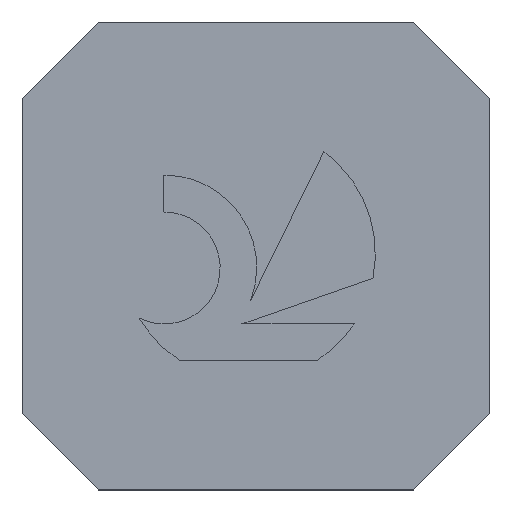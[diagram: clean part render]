
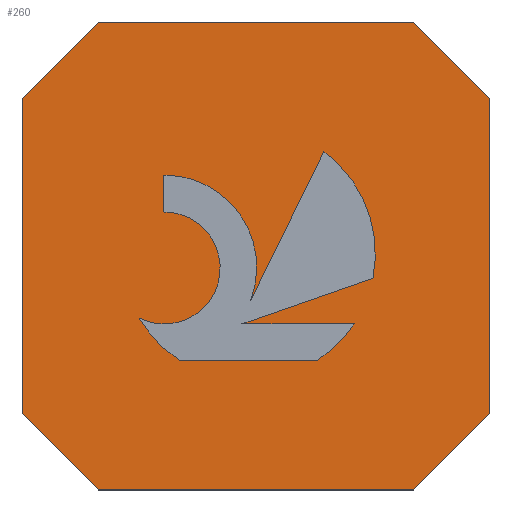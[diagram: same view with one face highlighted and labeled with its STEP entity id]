
A CAD part, top view. The second image highlights one B-rep face of the part: STEP entity #260.
In plain terms, the highlighted planar face has unit normal (0, 0, 1).
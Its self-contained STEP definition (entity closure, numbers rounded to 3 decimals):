
#144=VERTEX_POINT('',#396);
#154=VERTEX_POINT('',#407);
#158=VERTEX_POINT('',#411);
#174=EDGE_CURVE('',#306,#158,#431,.T.);
#186=VERTEX_POINT('',#444);
#208=EDGE_CURVE('',#358,#210,#468,.T.);
#210=VERTEX_POINT('',#470);
#212=EDGE_CURVE('',#346,#358,#472,.T.);
#214=VERTEX_POINT('',#474);
#216=VERTEX_POINT('',#476);
#218=EDGE_CURVE('',#158,#214,#478,.T.);
#220=EDGE_CURVE('',#302,#266,#480,.T.);
#224=EDGE_CURVE('',#186,#258,#485,.T.);
#232=EDGE_CURVE('',#214,#310,#494,.T.);
#238=VERTEX_POINT('',#501);
#256=VERTEX_POINT('',#521);
#258=VERTEX_POINT('',#523);
#260=ADVANCED_FACE('',(#525,#526),#527,.T.);
#266=VERTEX_POINT('',#533);
#270=EDGE_CURVE('',#256,#362,#537,.T.);
#272=EDGE_CURVE('',#362,#302,#539,.T.);
#290=EDGE_CURVE('',#154,#296,#560,.T.);
#292=EDGE_CURVE('',#368,#346,#562,.T.);
#294=EDGE_CURVE('',#266,#306,#564,.T.);
#296=VERTEX_POINT('',#566);
#302=VERTEX_POINT('',#572);
#306=VERTEX_POINT('',#577);
#310=VERTEX_POINT('',#581);
#312=EDGE_CURVE('',#310,#186,#583,.T.);
#314=EDGE_CURVE('',#144,#216,#585,.T.);
#322=EDGE_CURVE('',#258,#238,#593,.T.);
#330=EDGE_CURVE('',#210,#144,#602,.T.);
#338=EDGE_CURVE('',#216,#154,#610,.T.);
#346=VERTEX_POINT('',#619);
#354=EDGE_CURVE('',#238,#256,#627,.T.);
#358=VERTEX_POINT('',#631);
#360=EDGE_CURVE('',#296,#368,#633,.T.);
#362=VERTEX_POINT('',#635);
#368=VERTEX_POINT('',#642);
#396=CARTESIAN_POINT('',(2.581,15.88,0.0));
#407=CARTESIAN_POINT('',(0.,2.581,0.0));
#411=CARTESIAN_POINT('',(7.756,6.423,0.0));
#431=CIRCLE('',#706,3.131);
#444=CARTESIAN_POINT('',(7.463,5.628,0.0));
#468=LINE('',#763,#764);
#470=CARTESIAN_POINT('',(13.299,15.88,0.0));
#472=LINE('',#769,#770);
#474=CARTESIAN_POINT('',(10.248,11.479,0.0));
#476=CARTESIAN_POINT('',(0.,13.299,0.0));
#478=LINE('',#777,#778);
#480=CIRCLE('',#781,1.903);
#485=LINE('',#787,#788);
#494=CIRCLE('',#802,4.311);
#501=CARTESIAN_POINT('',(10.031,4.401,0.0));
#521=CARTESIAN_POINT('',(5.333,4.401,0.0));
#523=CARTESIAN_POINT('',(11.271,5.628,0.0));
#525=FACE_BOUND('',#840,.T.);
#526=FACE_OUTER_BOUND('',#841,.T.);
#527=PLANE('',#842);
#533=CARTESIAN_POINT('',(4.809,9.428,0.0));
#537=CIRCLE('',#857,4.311);
#539=CIRCLE('',#860,1.903);
#560=LINE('',#888,#889);
#562=LINE('',#892,#893);
#564=LINE('',#896,#897);
#566=CARTESIAN_POINT('',(2.581,0.0,0.0));
#572=CARTESIAN_POINT('',(5.673,9.227,0.0));
#577=CARTESIAN_POINT('',(4.809,10.679,0.0));
#581=CARTESIAN_POINT('',(11.91,7.172,0.0));
#583=LINE('',#922,#923);
#585=LINE('',#926,#927);
#593=CIRCLE('',#938,4.311);
#602=LINE('',#949,#950);
#610=LINE('',#961,#962);
#619=CARTESIAN_POINT('',(15.88,2.581,0.0));
#627=LINE('',#984,#985);
#631=CARTESIAN_POINT('',(15.88,13.299,0.0));
#633=LINE('',#994,#995);
#635=CARTESIAN_POINT('',(3.97,5.824,0.0));
#642=CARTESIAN_POINT('',(13.299,0.0,0.0));
#706=AXIS2_PLACEMENT_3D('',#1066,#1067,#1068);
#763=CARTESIAN_POINT('',(15.88,13.299,0.0));
#764=VECTOR('',#1105,1.0);
#769=CARTESIAN_POINT('',(15.88,2.581,0.0));
#770=VECTOR('',#1106,1.0);
#777=CARTESIAN_POINT('',(9.321,9.598,0.0));
#778=VECTOR('',#1107,1.0);
#781=AXIS2_PLACEMENT_3D('',#1108,#1109,#1110);
#787=CARTESIAN_POINT('',(9.606,5.628,0.0));
#788=VECTOR('',#1126,1.0);
#802=AXIS2_PLACEMENT_3D('',#1137,#1138,#1139);
#840=EDGE_LOOP('',(#1171,#1172,#1173,#1174,#1175,#1176,#1177,#1178,#1179,#1180,#1181));
#841=EDGE_LOOP('',(#1182,#1183,#1184,#1185,#1186,#1187,#1188,#1189));
#842=AXIS2_PLACEMENT_3D('',#1190,#1191,#1192);
#857=AXIS2_PLACEMENT_3D('',#1195,#1196,#1197);
#860=AXIS2_PLACEMENT_3D('',#1198,#1199,#1200);
#888=CARTESIAN_POINT('',(0.,2.581,0.0));
#889=VECTOR('',#1232,1.0);
#892=CARTESIAN_POINT('',(13.299,0.0,0.0));
#893=VECTOR('',#1233,1.0);
#896=CARTESIAN_POINT('',(4.809,9.31,0.0));
#897=VECTOR('',#1234,1.0);
#922=CARTESIAN_POINT('',(8.034,5.826,0.0));
#923=VECTOR('',#1248,1.0);
#926=CARTESIAN_POINT('',(2.581,15.88,0.0));
#927=VECTOR('',#1249,1.0);
#938=AXIS2_PLACEMENT_3D('',#1251,#1252,#1253);
#949=CARTESIAN_POINT('',(13.299,15.88,0.0));
#950=VECTOR('',#1265,1.0);
#961=CARTESIAN_POINT('',(0.,13.299,0.0));
#962=VECTOR('',#1267,1.0);
#984=CARTESIAN_POINT('',(6.637,4.401,0.0));
#985=VECTOR('',#1282,1.0);
#994=CARTESIAN_POINT('',(2.581,0.0,0.0));
#995=VECTOR('',#1284,1.0);
#1066=CARTESIAN_POINT('',(4.834,7.548,0.0));
#1067=DIRECTION('',(0.0,-0.0,-1.0));
#1068=DIRECTION('',(0.933,-0.359,0.0));
#1105=DIRECTION('',(-0.707,0.707,0.0));
#1106=DIRECTION('',(0.,1.,0.0));
#1107=DIRECTION('',(0.442,0.897,-0.0));
#1108=CARTESIAN_POINT('',(4.821,7.526,0.0));
#1109=DIRECTION('',(0.0,0.0,1.0));
#1110=DIRECTION('',(-0.447,-0.894,0.0));
#1126=DIRECTION('',(1.0,0.0,0.0));
#1137=CARTESIAN_POINT('',(7.682,8.015,0.0));
#1138=DIRECTION('',(0.0,-0.0,-1.0));
#1139=DIRECTION('',(0.981,-0.196,0.0));
#1171=ORIENTED_EDGE('',*,*,#294,.T.);
#1172=ORIENTED_EDGE('',*,*,#174,.T.);
#1173=ORIENTED_EDGE('',*,*,#218,.T.);
#1174=ORIENTED_EDGE('',*,*,#232,.T.);
#1175=ORIENTED_EDGE('',*,*,#312,.T.);
#1176=ORIENTED_EDGE('',*,*,#224,.T.);
#1177=ORIENTED_EDGE('',*,*,#322,.T.);
#1178=ORIENTED_EDGE('',*,*,#354,.T.);
#1179=ORIENTED_EDGE('',*,*,#270,.T.);
#1180=ORIENTED_EDGE('',*,*,#272,.T.);
#1181=ORIENTED_EDGE('',*,*,#220,.T.);
#1182=ORIENTED_EDGE('',*,*,#360,.T.);
#1183=ORIENTED_EDGE('',*,*,#292,.T.);
#1184=ORIENTED_EDGE('',*,*,#212,.T.);
#1185=ORIENTED_EDGE('',*,*,#208,.T.);
#1186=ORIENTED_EDGE('',*,*,#330,.T.);
#1187=ORIENTED_EDGE('',*,*,#314,.T.);
#1188=ORIENTED_EDGE('',*,*,#338,.T.);
#1189=ORIENTED_EDGE('',*,*,#290,.T.);
#1190=CARTESIAN_POINT('',(7.94,7.94,0.0));
#1191=DIRECTION('',(0.0,0.0,1.0));
#1192=DIRECTION('',(1.0,0.0,0.0));
#1195=CARTESIAN_POINT('',(7.682,8.015,0.0));
#1196=DIRECTION('',(-0.0,0.0,-1.0));
#1197=DIRECTION('',(-0.861,-0.508,0.0));
#1198=CARTESIAN_POINT('',(4.821,7.526,0.0));
#1199=DIRECTION('',(0.0,0.0,1.0));
#1200=DIRECTION('',(-0.447,-0.894,0.0));
#1232=DIRECTION('',(0.707,-0.707,0.0));
#1233=DIRECTION('',(0.707,0.707,0.0));
#1234=DIRECTION('',(0.0,1.0,0.0));
#1248=DIRECTION('',(-0.945,-0.328,0.0));
#1249=DIRECTION('',(-0.707,-0.707,0.0));
#1251=CARTESIAN_POINT('',(7.682,8.015,0.0));
#1252=DIRECTION('',(0.0,-0.0,-1.0));
#1253=DIRECTION('',(0.545,-0.838,0.0));
#1265=DIRECTION('',(-1.0,0.0,0.0));
#1267=DIRECTION('',(0.,-1.,0.0));
#1282=DIRECTION('',(-1.0,0.0,0.0));
#1284=DIRECTION('',(1.0,0.0,0.0));
